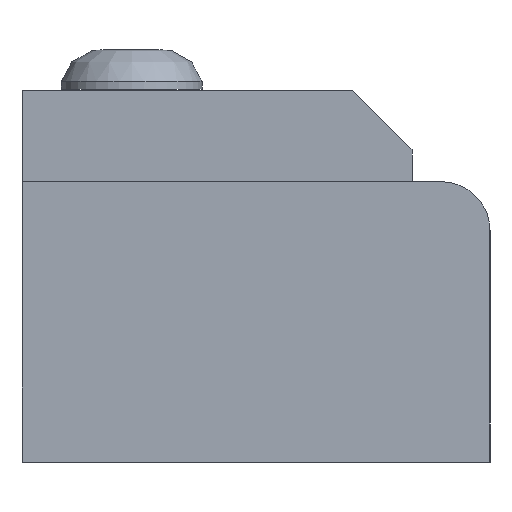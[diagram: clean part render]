
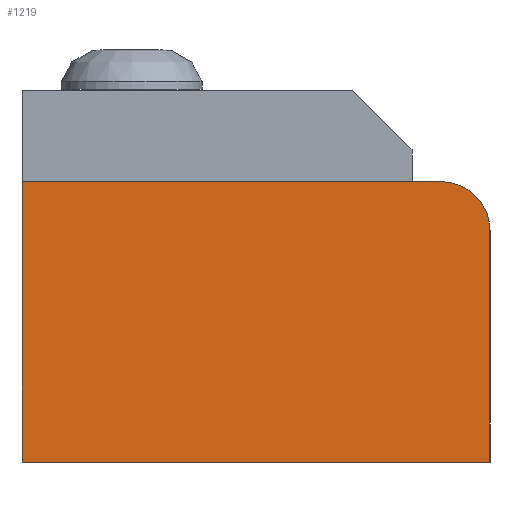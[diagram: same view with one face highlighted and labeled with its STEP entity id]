
A CAD part, left-side view. The second image highlights one B-rep face of the part: STEP entity #1219.
In plain terms, the highlighted planar face has unit normal (-1, 0, 0).
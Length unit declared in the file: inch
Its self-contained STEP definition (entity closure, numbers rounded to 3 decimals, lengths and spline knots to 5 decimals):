
#1040=CARTESIAN_POINT('',(-5.75731,1.64339,-0.44286));
#1041=VERTEX_POINT('',#1040);
#1042=CARTESIAN_POINT('',(-5.75731,1.64339,0.27614));
#1043=VERTEX_POINT('',#1042);
#1044=CARTESIAN_POINT('',(-5.75731,1.64339,-0.44286));
#1045=DIRECTION('',(0.0,0.0,1.0));
#1046=VECTOR('',#1045,0.719);
#1047=LINE('',#1044,#1046);
#1048=EDGE_CURVE('',#1041,#1043,#1047,.T.);
#1083=CARTESIAN_POINT('',(-5.75731,0.56839,0.27614));
#1084=VERTEX_POINT('',#1083);
#1085=CARTESIAN_POINT('',(-5.75731,1.64339,0.27614));
#1086=DIRECTION('',(0.0,-1.0,0.0));
#1087=VECTOR('',#1086,1.075);
#1088=LINE('',#1085,#1087);
#1089=EDGE_CURVE('',#1043,#1084,#1088,.T.);
#1120=CARTESIAN_POINT('',(-5.75731,0.44339,0.15114));
#1121=VERTEX_POINT('',#1120);
#1122=CARTESIAN_POINT('',(-5.75731,0.56839,0.15114));
#1123=DIRECTION('',(1.0,0.0,0.0));
#1124=DIRECTION('',(0.0,-0.707,0.707));
#1125=AXIS2_PLACEMENT_3D('',#1122,#1123,#1124);
#1126=CIRCLE('',#1125,0.125);
#1127=EDGE_CURVE('',#1084,#1121,#1126,.T.);
#1153=CARTESIAN_POINT('',(-5.75731,0.44339,-0.44286));
#1154=VERTEX_POINT('',#1153);
#1155=CARTESIAN_POINT('',(-5.75731,0.44339,0.15114));
#1156=DIRECTION('',(0.0,0.0,-1.0));
#1157=VECTOR('',#1156,0.594);
#1158=LINE('',#1155,#1157);
#1159=EDGE_CURVE('',#1121,#1154,#1158,.T.);
#1184=CARTESIAN_POINT('',(-5.75731,0.44339,-0.44286));
#1185=DIRECTION('',(0.0,1.0,0.0));
#1186=VECTOR('',#1185,1.2);
#1187=LINE('',#1184,#1186);
#1188=EDGE_CURVE('',#1154,#1041,#1187,.T.);
#1207=CARTESIAN_POINT('',(-5.75731,1.05228,-0.08884));
#1208=DIRECTION('',(-1.0,0.0,0.0));
#1209=DIRECTION('',(0.0,0.0,1.0));
#1210=AXIS2_PLACEMENT_3D('',#1207,#1208,#1209);
#1211=PLANE('',#1210);
#1212=ORIENTED_EDGE('',*,*,#1048,.F.);
#1213=ORIENTED_EDGE('',*,*,#1188,.F.);
#1214=ORIENTED_EDGE('',*,*,#1159,.F.);
#1215=ORIENTED_EDGE('',*,*,#1127,.F.);
#1216=ORIENTED_EDGE('',*,*,#1089,.F.);
#1217=EDGE_LOOP('',(#1212,#1213,#1214,#1215,#1216));
#1218=FACE_OUTER_BOUND('',#1217,.T.);
#1219=ADVANCED_FACE('',(#1218),#1211,.T.);
